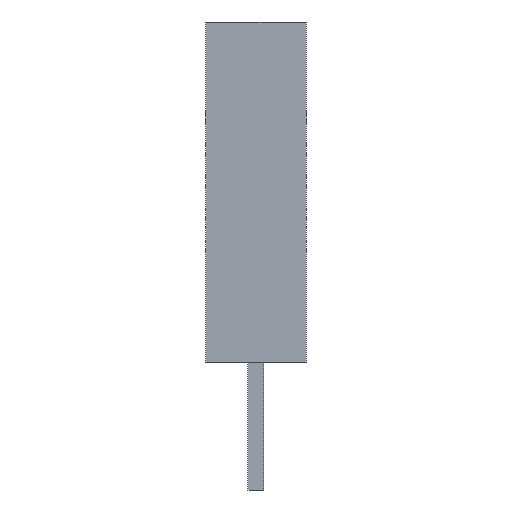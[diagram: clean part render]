
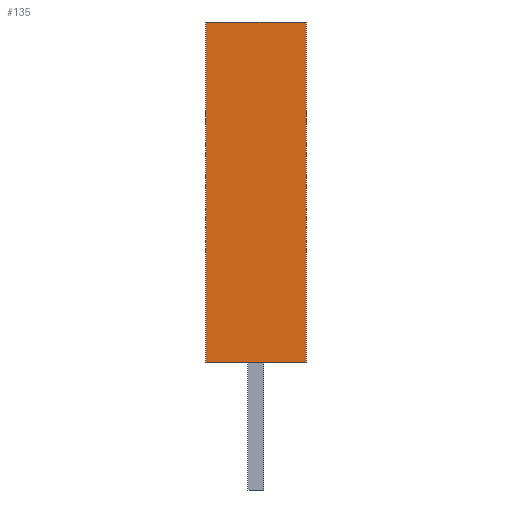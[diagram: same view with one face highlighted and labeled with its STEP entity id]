
A CAD part, left-side view. The second image highlights one B-rep face of the part: STEP entity #135.
In plain terms, the highlighted planar face has unit normal (-1, 0, 0).
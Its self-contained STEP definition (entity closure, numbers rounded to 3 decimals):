
#135=ADVANCED_FACE('',(#224),#225,.F.);
#224=FACE_OUTER_BOUND('',#290,.T.);
#225=PLANE('',#291);
#290=EDGE_LOOP('',(#367,#368,#369,#370));
#291=AXIS2_PLACEMENT_3D('',#371,#372,#373);
#367=ORIENTED_EDGE('',*,*,#477,.T.);
#368=ORIENTED_EDGE('',*,*,#491,.F.);
#369=ORIENTED_EDGE('',*,*,#484,.F.);
#370=ORIENTED_EDGE('',*,*,#473,.T.);
#371=CARTESIAN_POINT('',(22.48,-16.924,8.5));
#372=DIRECTION('',(1.0,0.0,0.0));
#373=DIRECTION('',(0.0,0.0,-1.0));
#473=EDGE_CURVE('',#528,#526,#529,.T.);
#477=EDGE_CURVE('',#526,#534,#535,.T.);
#484=EDGE_CURVE('',#528,#544,#545,.T.);
#491=EDGE_CURVE('',#544,#534,#556,.T.);
#526=VERTEX_POINT('',#603);
#528=VERTEX_POINT('',#606);
#529=LINE('',#607,#608);
#534=VERTEX_POINT('',#615);
#535=LINE('',#616,#617);
#544=VERTEX_POINT('',#630);
#545=LINE('',#631,#632);
#556=LINE('',#648,#649);
#603=CARTESIAN_POINT('',(22.48,-16.924,0.0));
#606=CARTESIAN_POINT('',(22.48,-16.924,8.5));
#607=CARTESIAN_POINT('',(22.48,-16.924,8.5));
#608=VECTOR('',#715,1.0);
#615=CARTESIAN_POINT('',(22.48,-19.424,0.0));
#616=CARTESIAN_POINT('',(22.48,-16.924,0.0));
#617=VECTOR('',#718,1.0);
#630=CARTESIAN_POINT('',(22.48,-19.424,8.5));
#631=CARTESIAN_POINT('',(22.48,-16.924,8.5));
#632=VECTOR('',#723,1.0);
#648=CARTESIAN_POINT('',(22.48,-19.424,8.5));
#649=VECTOR('',#729,1.0);
#715=DIRECTION('',(0.0,0.0,-1.0));
#718=DIRECTION('',(0.0,-1.0,0.0));
#723=DIRECTION('',(0.0,-1.0,0.0));
#729=DIRECTION('',(0.0,0.0,-1.0));
